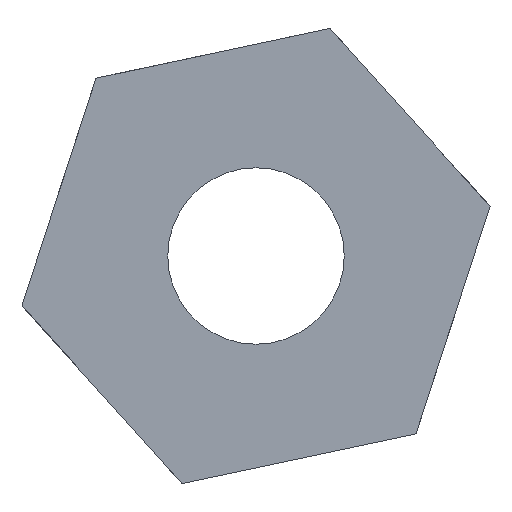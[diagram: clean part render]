
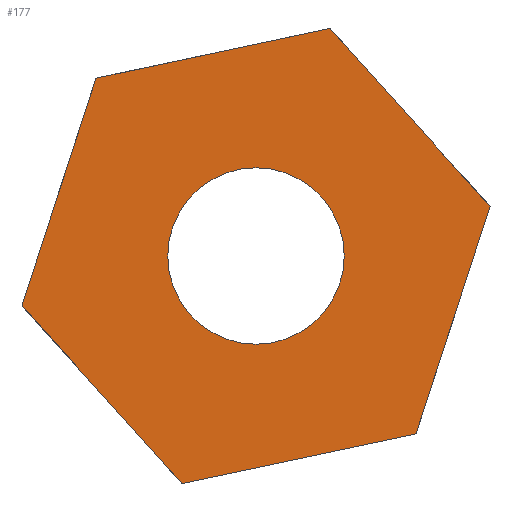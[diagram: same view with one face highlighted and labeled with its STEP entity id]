
A CAD part, left-side view. The second image highlights one B-rep face of the part: STEP entity #177.
In plain terms, the highlighted planar face has unit normal (-1, 0, 0).
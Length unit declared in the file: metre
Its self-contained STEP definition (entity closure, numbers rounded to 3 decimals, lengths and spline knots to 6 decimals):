
#22=CIRCLE('',#200,0.001353);
#26=LINE('',#262,#38);
#28=LINE('',#278,#40);
#30=LINE('',#294,#42);
#32=LINE('',#310,#44);
#34=LINE('',#326,#46);
#36=LINE('',#341,#48);
#38=VECTOR('',#210,1.);
#40=VECTOR('',#214,1.);
#42=VECTOR('',#218,1.);
#44=VECTOR('',#222,1.);
#46=VECTOR('',#226,1.);
#48=VECTOR('',#230,1.);
#77=ORIENTED_EDGE('',*,*,#110,.F.);
#78=ORIENTED_EDGE('',*,*,#93,.F.);
#79=ORIENTED_EDGE('',*,*,#108,.F.);
#80=ORIENTED_EDGE('',*,*,#105,.F.);
#81=ORIENTED_EDGE('',*,*,#102,.F.);
#82=ORIENTED_EDGE('',*,*,#99,.F.);
#83=ORIENTED_EDGE('',*,*,#96,.F.);
#93=EDGE_CURVE('',#114,#115,#26,.T.);
#96=EDGE_CURVE('',#115,#117,#28,.T.);
#99=EDGE_CURVE('',#117,#119,#30,.T.);
#102=EDGE_CURVE('',#119,#121,#32,.T.);
#105=EDGE_CURVE('',#121,#123,#34,.T.);
#108=EDGE_CURVE('',#123,#114,#36,.T.);
#110=EDGE_CURVE('',#125,#125,#22,.F.);
#114=VERTEX_POINT('',#261);
#115=VERTEX_POINT('',#263);
#117=VERTEX_POINT('',#279);
#119=VERTEX_POINT('',#295);
#121=VERTEX_POINT('',#311);
#123=VERTEX_POINT('',#327);
#125=VERTEX_POINT('',#346);
#143=EDGE_LOOP('',(#77));
#144=EDGE_LOOP('',(#78,#79,#80,#81,#82,#83));
#157=FACE_BOUND('',#143,.T.);
#158=FACE_BOUND('',#144,.T.);
#168=PLANE('',#203);
#177=ADVANCED_FACE('',(#157,#158),#168,.F.);
#200=AXIS2_PLACEMENT_3D('',#345,#235,#236);
#203=AXIS2_PLACEMENT_3D('',#350,#241,#242);
#210=DIRECTION('',(0.,0.309,-0.951));
#214=DIRECTION('',(0.,0.978,-0.208));
#218=DIRECTION('',(0.,0.669,0.743));
#222=DIRECTION('',(0.,-0.309,0.951));
#226=DIRECTION('',(0.,-0.978,0.208));
#230=DIRECTION('',(0.,-0.669,-0.743));
#235=DIRECTION('',(1.,0.,0.));
#236=DIRECTION('',(0.,1.,0.));
#241=DIRECTION('',(1.,0.,0.));
#242=DIRECTION('',(0.,-0.309,0.951));
#261=CARTESIAN_POINT('',(0.011473,0.931888,-0.04586));
#262=CARTESIAN_POINT('',(0.011473,0.932455,-0.047603));
#263=CARTESIAN_POINT('',(0.011473,0.933021,-0.049347));
#278=CARTESIAN_POINT('',(0.011473,0.934814,-0.049728));
#279=CARTESIAN_POINT('',(0.011473,0.936607,-0.050109));
#294=CARTESIAN_POINT('',(0.011473,0.937834,-0.048747));
#295=CARTESIAN_POINT('',(0.011473,0.939061,-0.047384));
#310=CARTESIAN_POINT('',(0.011473,0.938494,-0.045641));
#311=CARTESIAN_POINT('',(0.011473,0.937928,-0.043898));
#326=CARTESIAN_POINT('',(0.011473,0.936135,-0.043517));
#327=CARTESIAN_POINT('',(0.011473,0.934342,-0.043135));
#341=CARTESIAN_POINT('',(0.011473,0.933115,-0.044498));
#345=CARTESIAN_POINT('',(0.011473,0.935474,-0.046622));
#346=CARTESIAN_POINT('',(0.011473,0.936827,-0.046622));
#350=CARTESIAN_POINT('',(0.011473,0.974729,-0.033867));
